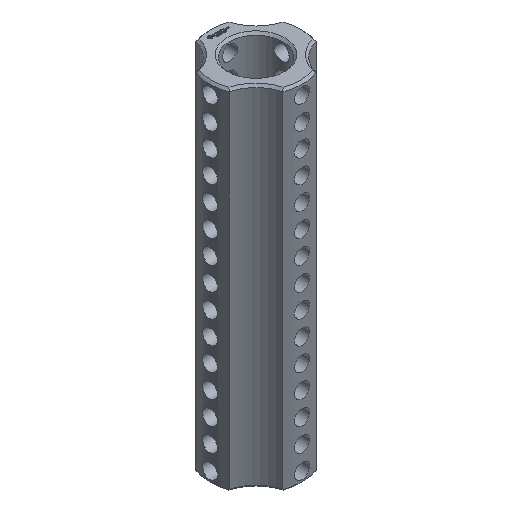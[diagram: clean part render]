
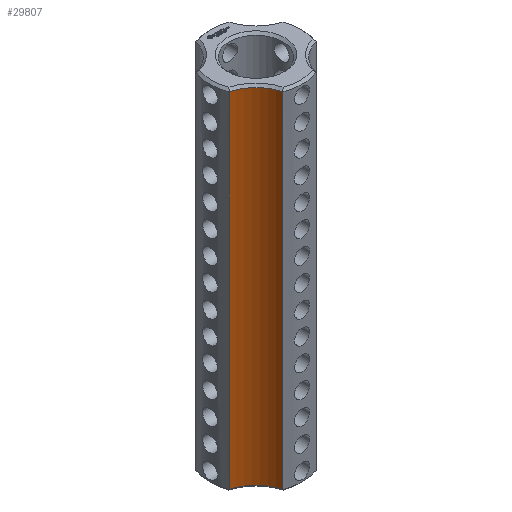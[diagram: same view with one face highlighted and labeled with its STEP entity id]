
A CAD part, isometric view. The second image highlights one B-rep face of the part: STEP entity #29807.
In plain terms, the highlighted cylindrical face has radius 5 mm (diameter 10 mm), a partial arc.
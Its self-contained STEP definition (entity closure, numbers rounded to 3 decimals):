
#3354 = CYLINDRICAL_SURFACE('',#3355,6.25);
#3355 = AXIS2_PLACEMENT_3D('',#3356,#3357,#3358);
#3356 = CARTESIAN_POINT('',(0.,0.,0.));
#3357 = DIRECTION('',(-0.,-0.,-1.));
#3358 = DIRECTION('',(1.,0.,0.));
#7275 = EDGE_CURVE('',#7276,#7278,#7280,.T.);
#7276 = VERTEX_POINT('',#7277);
#7277 = CARTESIAN_POINT('',(-2.225,-5.841,0.3));
#7278 = VERTEX_POINT('',#7279);
#7279 = CARTESIAN_POINT('',(-2.225,-5.841,46.575));
#7280 = SURFACE_CURVE('',#7281,(#7285,#7292),.PCURVE_S1.);
#7281 = LINE('',#7282,#7283);
#7282 = CARTESIAN_POINT('',(-2.225,-5.841,0.));
#7283 = VECTOR('',#7284,1.);
#7284 = DIRECTION('',(0.,0.,1.));
#7285 = PCURVE('',#3354,#7286);
#7286 = DEFINITIONAL_REPRESENTATION('',(#7287),#7291);
#7287 = LINE('',#7288,#7289);
#7288 = CARTESIAN_POINT('',(-4.348,0.));
#7289 = VECTOR('',#7290,1.);
#7290 = DIRECTION('',(-0.,-1.));
#7291 = ( GEOMETRIC_REPRESENTATION_CONTEXT(2) 
PARAMETRIC_REPRESENTATION_CONTEXT() REPRESENTATION_CONTEXT('2D SPACE',''
  ) );
#7292 = PCURVE('',#7293,#7298);
#7293 = CYLINDRICAL_SURFACE('',#7294,5.);
#7294 = AXIS2_PLACEMENT_3D('',#7295,#7296,#7297);
#7295 = CARTESIAN_POINT('',(-7.071,-7.071,0.));
#7296 = DIRECTION('',(-0.,-0.,-1.));
#7297 = DIRECTION('',(1.,0.,0.));
#7298 = DEFINITIONAL_REPRESENTATION('',(#7299),#7303);
#7299 = LINE('',#7300,#7301);
#7300 = CARTESIAN_POINT('',(-0.249,0.));
#7301 = VECTOR('',#7302,1.);
#7302 = DIRECTION('',(-0.,-1.));
#7303 = ( GEOMETRIC_REPRESENTATION_CONTEXT(2) 
PARAMETRIC_REPRESENTATION_CONTEXT() REPRESENTATION_CONTEXT('2D SPACE',''
  ) );
#9894 = CONICAL_SURFACE('',#9895,5.,0.785);
#9895 = AXIS2_PLACEMENT_3D('',#9896,#9897,#9898);
#9896 = CARTESIAN_POINT('',(-7.071,-7.071,0.3));
#9897 = DIRECTION('',(-0.,-0.,-1.));
#9898 = DIRECTION('',(0.969,0.246,0.));
#10126 = CONICAL_SURFACE('',#10127,5.,0.785);
#10127 = AXIS2_PLACEMENT_3D('',#10128,#10129,#10130);
#10128 = CARTESIAN_POINT('',(-7.071,-7.071,46.575));
#10129 = DIRECTION('',(0.,0.,1.));
#10130 = DIRECTION('',(0.969,0.246,0.));
#29807 = ADVANCED_FACE('',(#29808),#7293,.F.);
#29808 = FACE_BOUND('',#29809,.T.);
#29809 = EDGE_LOOP('',(#29810,#29811,#29835,#29863));
#29810 = ORIENTED_EDGE('',*,*,#7275,.T.);
#29811 = ORIENTED_EDGE('',*,*,#29812,.T.);
#29812 = EDGE_CURVE('',#7278,#29813,#29815,.T.);
#29813 = VERTEX_POINT('',#29814);
#29814 = CARTESIAN_POINT('',(-5.841,-2.225,46.575));
#29815 = SURFACE_CURVE('',#29816,(#29821,#29828),.PCURVE_S1.);
#29816 = CIRCLE('',#29817,5.);
#29817 = AXIS2_PLACEMENT_3D('',#29818,#29819,#29820);
#29818 = CARTESIAN_POINT('',(-7.071,-7.071,46.575));
#29819 = DIRECTION('',(0.,-0.,1.));
#29820 = DIRECTION('',(0.969,0.246,0.));
#29821 = PCURVE('',#7293,#29822);
#29822 = DEFINITIONAL_REPRESENTATION('',(#29823),#29827);
#29823 = LINE('',#29824,#29825);
#29824 = CARTESIAN_POINT('',(-0.249,-46.575));
#29825 = VECTOR('',#29826,1.);
#29826 = DIRECTION('',(-1.,0.));
#29827 = ( GEOMETRIC_REPRESENTATION_CONTEXT(2) 
PARAMETRIC_REPRESENTATION_CONTEXT() REPRESENTATION_CONTEXT('2D SPACE',''
  ) );
#29828 = PCURVE('',#10126,#29829);
#29829 = DEFINITIONAL_REPRESENTATION('',(#29830),#29834);
#29830 = LINE('',#29831,#29832);
#29831 = CARTESIAN_POINT('',(0.,0.));
#29832 = VECTOR('',#29833,1.);
#29833 = DIRECTION('',(1.,0.));
#29834 = ( GEOMETRIC_REPRESENTATION_CONTEXT(2) 
PARAMETRIC_REPRESENTATION_CONTEXT() REPRESENTATION_CONTEXT('2D SPACE',''
  ) );
#29835 = ORIENTED_EDGE('',*,*,#29836,.F.);
#29836 = EDGE_CURVE('',#29837,#29813,#29839,.T.);
#29837 = VERTEX_POINT('',#29838);
#29838 = CARTESIAN_POINT('',(-5.841,-2.225,0.3));
#29839 = SURFACE_CURVE('',#29840,(#29844,#29851),.PCURVE_S1.);
#29840 = LINE('',#29841,#29842);
#29841 = CARTESIAN_POINT('',(-5.841,-2.225,0.));
#29842 = VECTOR('',#29843,1.);
#29843 = DIRECTION('',(0.,0.,1.));
#29844 = PCURVE('',#7293,#29845);
#29845 = DEFINITIONAL_REPRESENTATION('',(#29846),#29850);
#29846 = LINE('',#29847,#29848);
#29847 = CARTESIAN_POINT('',(-1.322,0.));
#29848 = VECTOR('',#29849,1.);
#29849 = DIRECTION('',(-0.,-1.));
#29850 = ( GEOMETRIC_REPRESENTATION_CONTEXT(2) 
PARAMETRIC_REPRESENTATION_CONTEXT() REPRESENTATION_CONTEXT('2D SPACE',''
  ) );
#29851 = PCURVE('',#29852,#29857);
#29852 = CYLINDRICAL_SURFACE('',#29853,6.25);
#29853 = AXIS2_PLACEMENT_3D('',#29854,#29855,#29856);
#29854 = CARTESIAN_POINT('',(0.,0.,0.));
#29855 = DIRECTION('',(-0.,-0.,-1.));
#29856 = DIRECTION('',(1.,0.,0.));
#29857 = DEFINITIONAL_REPRESENTATION('',(#29858),#29862);
#29858 = LINE('',#29859,#29860);
#29859 = CARTESIAN_POINT('',(-3.506,0.));
#29860 = VECTOR('',#29861,1.);
#29861 = DIRECTION('',(-0.,-1.));
#29862 = ( GEOMETRIC_REPRESENTATION_CONTEXT(2) 
PARAMETRIC_REPRESENTATION_CONTEXT() REPRESENTATION_CONTEXT('2D SPACE',''
  ) );
#29863 = ORIENTED_EDGE('',*,*,#29864,.F.);
#29864 = EDGE_CURVE('',#7276,#29837,#29865,.T.);
#29865 = SURFACE_CURVE('',#29866,(#29871,#29878),.PCURVE_S1.);
#29866 = CIRCLE('',#29867,5.);
#29867 = AXIS2_PLACEMENT_3D('',#29868,#29869,#29870);
#29868 = CARTESIAN_POINT('',(-7.071,-7.071,0.3));
#29869 = DIRECTION('',(0.,-0.,1.));
#29870 = DIRECTION('',(0.969,0.246,0.));
#29871 = PCURVE('',#7293,#29872);
#29872 = DEFINITIONAL_REPRESENTATION('',(#29873),#29877);
#29873 = LINE('',#29874,#29875);
#29874 = CARTESIAN_POINT('',(-0.249,-0.3));
#29875 = VECTOR('',#29876,1.);
#29876 = DIRECTION('',(-1.,0.));
#29877 = ( GEOMETRIC_REPRESENTATION_CONTEXT(2) 
PARAMETRIC_REPRESENTATION_CONTEXT() REPRESENTATION_CONTEXT('2D SPACE',''
  ) );
#29878 = PCURVE('',#9894,#29879);
#29879 = DEFINITIONAL_REPRESENTATION('',(#29880),#29884);
#29880 = LINE('',#29881,#29882);
#29881 = CARTESIAN_POINT('',(-0.,0.));
#29882 = VECTOR('',#29883,1.);
#29883 = DIRECTION('',(-1.,0.));
#29884 = ( GEOMETRIC_REPRESENTATION_CONTEXT(2) 
PARAMETRIC_REPRESENTATION_CONTEXT() REPRESENTATION_CONTEXT('2D SPACE',''
  ) );
